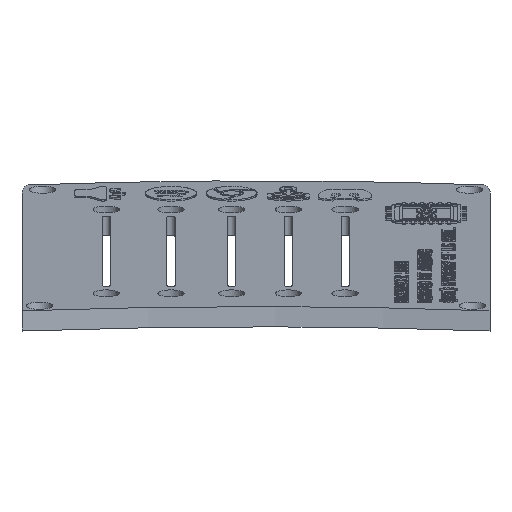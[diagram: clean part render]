
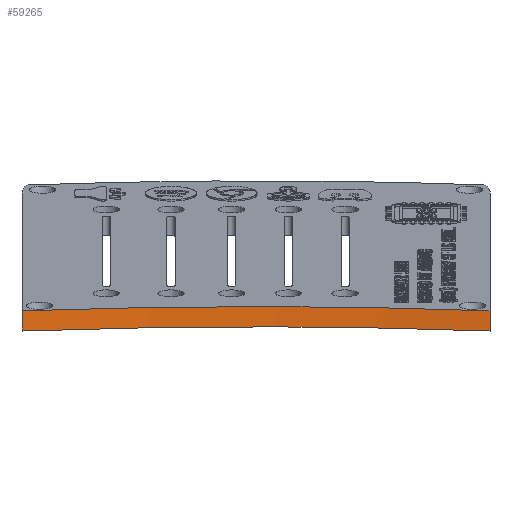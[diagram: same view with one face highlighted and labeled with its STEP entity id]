
A CAD part, left-side view. The second image highlights one B-rep face of the part: STEP entity #59265.
In plain terms, the highlighted free-form (B-spline) face has degree [3, 1] with [5, 2] control points.
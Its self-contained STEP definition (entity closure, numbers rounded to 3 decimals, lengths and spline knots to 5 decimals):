
#15=B_SPLINE_SURFACE_WITH_KNOTS('',3,1,((#87719,#87720),(#87721,#87722),
(#87723,#87724),(#87725,#87726),(#87727,#87728)),
 .SURF_OF_LINEAR_EXTRUSION.,.F.,.F.,.F.,(4,1,4),(2,2),(0.0431,
0.5,0.9569),(0.,1.),.UNSPECIFIED.);
#5541=LINE('',#87718,#13076);
#5542=LINE('',#87729,#13077);
#13076=VECTOR('',#71245,1.);
#13077=VECTOR('',#71246,1.);
#25070=ORIENTED_EDGE('',*,*,#34265,.F.);
#25071=ORIENTED_EDGE('',*,*,#38578,.F.);
#25072=ORIENTED_EDGE('',*,*,#37845,.T.);
#25073=ORIENTED_EDGE('',*,*,#38577,.T.);
#34265=EDGE_CURVE('',#43012,#43013,#48243,.T.);
#37845=EDGE_CURVE('',#45736,#45740,#48250,.T.);
#38577=EDGE_CURVE('',#45740,#43013,#5541,.T.);
#38578=EDGE_CURVE('',#45736,#43012,#5542,.T.);
#43012=VERTEX_POINT('',#78943);
#43013=VERTEX_POINT('',#78955);
#45736=VERTEX_POINT('',#86165);
#45740=VERTEX_POINT('',#86196);
#48243=B_SPLINE_CURVE_WITH_KNOTS('',3,(#78944,#78945,#78946,#78947,#78948,
#78949,#78950,#78951,#78952,#78953,#78954),.UNSPECIFIED.,.F.,.F.,(4,3,1,
3,4),(0.0431,0.04601,0.5,0.95399,
0.9569),.UNSPECIFIED.);
#48250=B_SPLINE_CURVE_WITH_KNOTS('',3,(#86197,#86198,#86199,#86200,#86201,
#86202,#86203,#86204,#86205,#86206,#86207),.UNSPECIFIED.,.F.,.F.,(4,3,1,
3,4),(0.0431,0.04601,0.5,0.95399,
0.9569),.UNSPECIFIED.);
#50506=EDGE_LOOP('',(#25070,#25071,#25072,#25073));
#53737=FACE_BOUND('',#50506,.T.);
#59265=ADVANCED_FACE('',(#53737),#15,.T.);
#71245=DIRECTION('',(0.,0.,1.));
#71246=DIRECTION('',(0.,0.,1.));
#78943=CARTESIAN_POINT('',(-0.12466,0.0578,0.02691));
#78944=CARTESIAN_POINT('',(-0.12466,0.0578,0.02691));
#78945=CARTESIAN_POINT('',(-0.12465,0.05768,0.02692));
#78946=CARTESIAN_POINT('',(-0.12463,0.05756,0.02692));
#78947=CARTESIAN_POINT('',(-0.12461,0.05744,0.02693));
#78948=CARTESIAN_POINT('',(-0.12207,0.03842,0.02761));
#78949=CARTESIAN_POINT('',(-0.11951,0.,0.02829));
#78950=CARTESIAN_POINT('',(-0.12207,-0.03842,0.02761));
#78951=CARTESIAN_POINT('',(-0.12461,-0.05744,0.02693));
#78952=CARTESIAN_POINT('',(-0.12463,-0.05756,0.02692));
#78953=CARTESIAN_POINT('',(-0.12465,-0.05768,0.02692));
#78954=CARTESIAN_POINT('',(-0.12466,-0.0578,0.02691));
#78955=CARTESIAN_POINT('',(-0.12466,-0.0578,0.02691));
#86165=CARTESIAN_POINT('',(-0.12466,0.0578,0.02191));
#86196=CARTESIAN_POINT('',(-0.12466,-0.0578,0.02191));
#86197=CARTESIAN_POINT('',(-0.12466,0.0578,0.02191));
#86198=CARTESIAN_POINT('',(-0.12465,0.05768,0.02192));
#86199=CARTESIAN_POINT('',(-0.12463,0.05756,0.02192));
#86200=CARTESIAN_POINT('',(-0.12461,0.05744,0.02193));
#86201=CARTESIAN_POINT('',(-0.12207,0.03842,0.02261));
#86202=CARTESIAN_POINT('',(-0.11951,0.,0.02329));
#86203=CARTESIAN_POINT('',(-0.12207,-0.03842,0.02261));
#86204=CARTESIAN_POINT('',(-0.12461,-0.05744,0.02193));
#86205=CARTESIAN_POINT('',(-0.12463,-0.05756,0.02192));
#86206=CARTESIAN_POINT('',(-0.12465,-0.05768,0.02192));
#86207=CARTESIAN_POINT('',(-0.12466,-0.0578,0.02191));
#87718=CARTESIAN_POINT('',(-0.12466,-0.0578,0.02191));
#87719=CARTESIAN_POINT('',(-0.12466,0.0578,0.02191));
#87720=CARTESIAN_POINT('',(-0.12466,0.0578,0.02691));
#87721=CARTESIAN_POINT('',(-0.1221,0.03866,0.0226));
#87722=CARTESIAN_POINT('',(-0.1221,0.03866,0.0276));
#87723=CARTESIAN_POINT('',(-0.11948,0.,0.0233));
#87724=CARTESIAN_POINT('',(-0.11948,0.,0.0283));
#87725=CARTESIAN_POINT('',(-0.1221,-0.03866,0.0226));
#87726=CARTESIAN_POINT('',(-0.1221,-0.03866,0.0276));
#87727=CARTESIAN_POINT('',(-0.12466,-0.0578,0.02191));
#87728=CARTESIAN_POINT('',(-0.12466,-0.0578,0.02691));
#87729=CARTESIAN_POINT('',(-0.12466,0.0578,0.02191));
